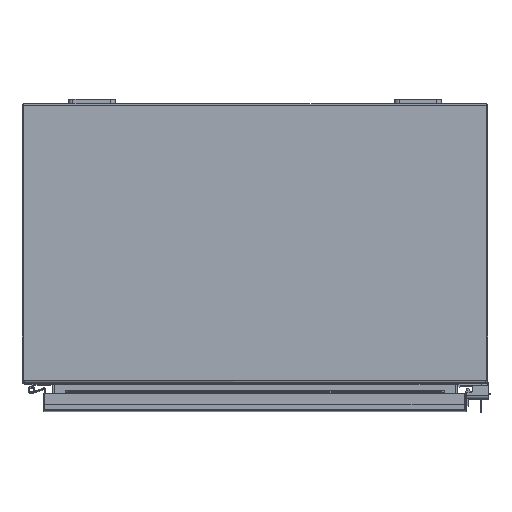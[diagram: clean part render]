
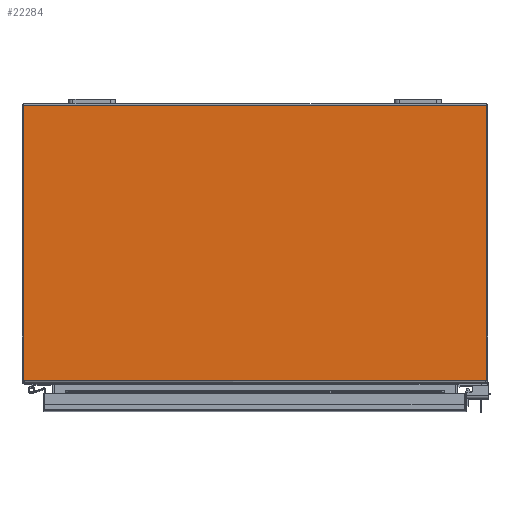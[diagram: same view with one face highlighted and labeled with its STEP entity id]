
A CAD part, top view. The second image highlights one B-rep face of the part: STEP entity #22284.
In plain terms, the highlighted planar face has unit normal (0, 0, 1).
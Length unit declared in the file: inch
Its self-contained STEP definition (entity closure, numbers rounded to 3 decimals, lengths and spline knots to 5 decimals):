
#1044 = ORIENTED_EDGE ( 'NONE', *, *, #36325, .T. ) ;
#2477 = CARTESIAN_POINT ( 'NONE',  ( -9.92164, -11.88, 12. ) ) ;
#2537 = VERTEX_POINT ( 'NONE', #2477 ) ;
#3818 = EDGE_CURVE ( 'NONE', #12994, #32006, #24508, .T. ) ;
#4008 = CARTESIAN_POINT ( 'NONE',  ( 9.928, -0.072, 12. ) ) ;
#6086 = AXIS2_PLACEMENT_3D ( 'NONE', #20422, #40489, #9118 ) ;
#7169 = DIRECTION ( 'NONE',  ( 0., 1., 0. ) ) ;
#7347 = DIRECTION ( 'NONE',  ( -1., 0., 0. ) ) ;
#7568 = CARTESIAN_POINT ( 'NONE',  ( -9.928, -11.88, 12. ) ) ;
#7666 = AXIS2_PLACEMENT_3D ( 'NONE', #16123, #38015, #27178 ) ;
#8699 = EDGE_CURVE ( 'NONE', #35062, #30153, #39206, .T. ) ;
#9118 = DIRECTION ( 'NONE',  ( 0., -1., 0. ) ) ;
#10151 = ORIENTED_EDGE ( 'NONE', *, *, #3818, .T. ) ;
#10196 = CARTESIAN_POINT ( 'NONE',  ( 9.928, -12.893, 12. ) ) ;
#11994 = CIRCLE ( 'NONE', #37014, 0.25 ) ;
#12348 = PLANE ( 'NONE',  #6086 ) ;
#12973 = ORIENTED_EDGE ( 'NONE', *, *, #33224, .T. ) ;
#12994 = VERTEX_POINT ( 'NONE', #22974 ) ;
#13271 = FACE_OUTER_BOUND ( 'NONE', #41933, .T. ) ;
#14316 = DIRECTION ( 'NONE',  ( 0., 1., 0. ) ) ;
#14437 = ORIENTED_EDGE ( 'NONE', *, *, #23344, .T. ) ;
#14477 = CARTESIAN_POINT ( 'NONE',  ( -9.928, -0.072, 12. ) ) ;
#16123 = CARTESIAN_POINT ( 'NONE',  ( -9.678, -11.82397, 12. ) ) ;
#20422 = CARTESIAN_POINT ( 'NONE',  ( -9.928, -0.072, 12. ) ) ;
#22284 = ADVANCED_FACE ( 'NONE', ( #13271 ), #12348, .T. ) ;
#22974 = CARTESIAN_POINT ( 'NONE',  ( 9.928, -11.82397, 12. ) ) ;
#23344 = EDGE_CURVE ( 'NONE', #42721, #12994, #11994, .T. ) ;
#23366 = VECTOR ( 'NONE', #42450, 39.37008 ) ;
#24508 = LINE ( 'NONE', #10196, #30592 ) ;
#26209 = ORIENTED_EDGE ( 'NONE', *, *, #31201, .T. ) ;
#27178 = DIRECTION ( 'NONE',  ( -1., 0., 0. ) ) ;
#28790 = CARTESIAN_POINT ( 'NONE',  ( -9.928, -12.941, 12. ) ) ;
#28992 = LINE ( 'NONE', #7568, #23366 ) ;
#29409 = CARTESIAN_POINT ( 'NONE',  ( 9.678, -11.82397, 12. ) ) ;
#30153 = VERTEX_POINT ( 'NONE', #44074 ) ;
#30285 = DIRECTION ( 'NONE',  ( 0., 0., 1. ) ) ;
#30592 = VECTOR ( 'NONE', #14316, 39.37008 ) ;
#31201 = EDGE_CURVE ( 'NONE', #32006, #30153, #35935, .T. ) ;
#32006 = VERTEX_POINT ( 'NONE', #4008 ) ;
#32625 = CARTESIAN_POINT ( 'NONE',  ( 9.92164, -11.88, 12. ) ) ;
#32902 = DIRECTION ( 'NONE',  ( 1., 0., 0. ) ) ;
#33224 = EDGE_CURVE ( 'NONE', #2537, #42721, #28992, .T. ) ;
#33482 = VECTOR ( 'NONE', #7347, 39.37008 ) ;
#33542 = CARTESIAN_POINT ( 'NONE',  ( -9.928, -11.82397, 12. ) ) ;
#35062 = VERTEX_POINT ( 'NONE', #33542 ) ;
#35935 = LINE ( 'NONE', #14477, #33482 ) ;
#36325 = EDGE_CURVE ( 'NONE', #35062, #2537, #45288, .T. ) ;
#37014 = AXIS2_PLACEMENT_3D ( 'NONE', #29409, #30285, #32902 ) ;
#38015 = DIRECTION ( 'NONE',  ( 0., 0., 1. ) ) ;
#39206 = LINE ( 'NONE', #28790, #43031 ) ;
#39281 = ORIENTED_EDGE ( 'NONE', *, *, #8699, .F. ) ;
#40489 = DIRECTION ( 'NONE',  ( 0., 0., 1. ) ) ;
#41933 = EDGE_LOOP ( 'NONE', ( #39281, #1044, #12973, #14437, #10151, #26209 ) ) ;
#42450 = DIRECTION ( 'NONE',  ( 1., 0., 0. ) ) ;
#42721 = VERTEX_POINT ( 'NONE', #32625 ) ;
#43031 = VECTOR ( 'NONE', #7169, 39.37008 ) ;
#44074 = CARTESIAN_POINT ( 'NONE',  ( -9.928, -0.072, 12. ) ) ;
#45288 = CIRCLE ( 'NONE', #7666, 0.25 ) ;
